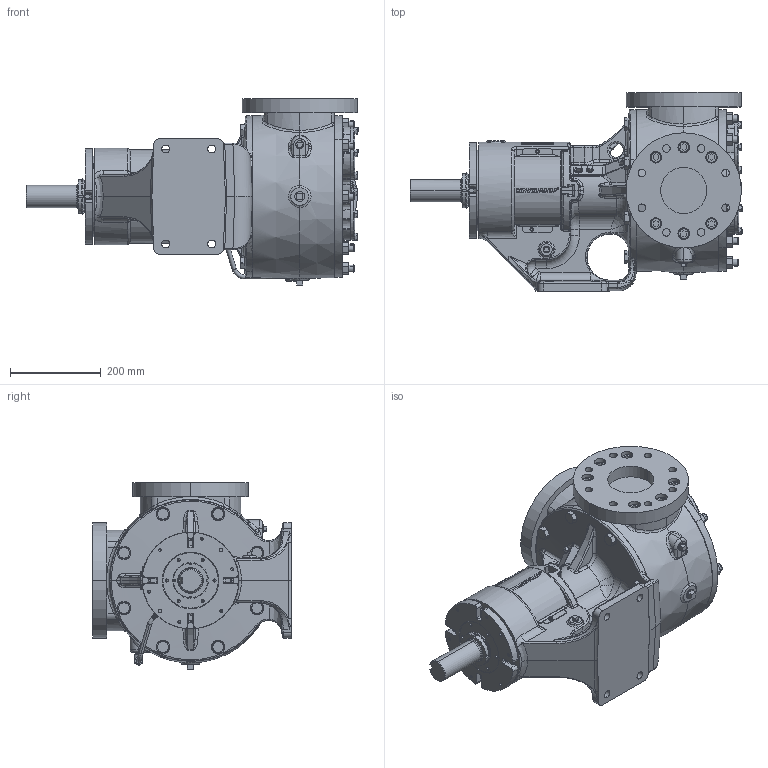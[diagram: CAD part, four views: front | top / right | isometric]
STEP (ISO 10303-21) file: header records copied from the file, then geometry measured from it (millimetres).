
FILE_DESCRIPTION (( 'STEP AP214' ), '1' );
FILE_NAME ('QV-2346.step', '2025-12-05T19:05:40', ( '' ), ( '' ), 'SwSTEP 2.0', 'SolidWorks 2024', '' );
FILE_SCHEMA (( 'AUTOMOTIVE_DESIGN' ));
Length unit declared in the file: inch
Products named in the file (1): QV-2346
Bounding box: 731.63 x 438.15 x 412.01 mm (x, y, z)
Volume: 34595665.5 mm3; surface area: 1422335 mm2
Topology: 1 solids, 1 shells, 4098 faces, 10380 edges, 6517 vertices
Faces by surface type: plane 1428, bspline 1259, cylinder 676, cone 587, torus 117, sphere 31
Entity records: 184131 total; most frequent: CARTESIAN_POINT 95715, ORIENTED_EDGE 20584, DIRECTION 14689, EDGE_CURVE 10292, VERTEX_POINT 6514, AXIS2_PLACEMENT_3D 5094, LINE 4501, VECTOR 4501
